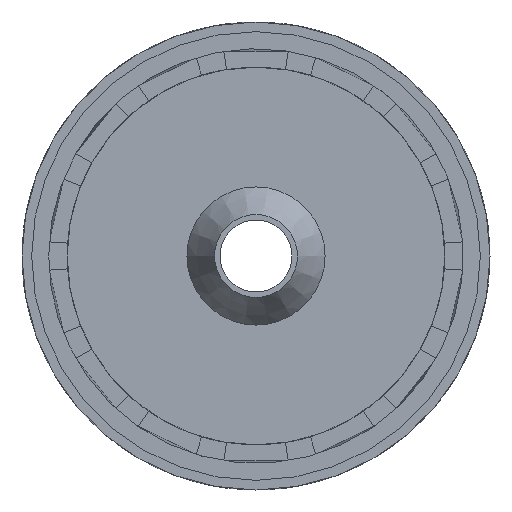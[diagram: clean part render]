
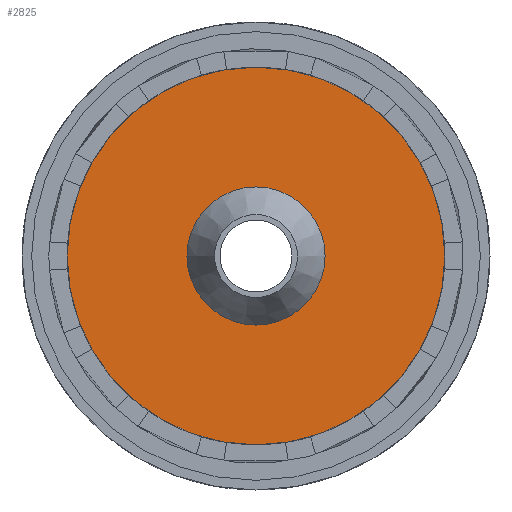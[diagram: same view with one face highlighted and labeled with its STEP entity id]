
A CAD part, front view. The second image highlights one B-rep face of the part: STEP entity #2825.
In plain terms, the highlighted planar face has unit normal (0, -1, 0).
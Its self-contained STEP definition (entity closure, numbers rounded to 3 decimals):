
#23=FACE_BOUND('',#816,.T.);
#533=PLANE('',#3110);
#655=FACE_OUTER_BOUND('',#815,.T.);
#815=EDGE_LOOP('',(#2360));
#816=EDGE_LOOP('',(#2361));
#972=CIRCLE('',#2997,20.5);
#1026=CIRCLE('',#3107,7.5);
#1247=VERTEX_POINT('',#4574);
#1351=VERTEX_POINT('',#4964);
#1556=EDGE_CURVE('',#1247,#1247,#972,.T.);
#1717=EDGE_CURVE('',#1351,#1351,#1026,.T.);
#2360=ORIENTED_EDGE('',*,*,#1556,.T.);
#2361=ORIENTED_EDGE('',*,*,#1717,.T.);
#2825=ADVANCED_FACE('',(#655,#23),#533,.T.);
#2997=AXIS2_PLACEMENT_3D('',#4576,#3451,#3452);
#3107=AXIS2_PLACEMENT_3D('',#4966,#3774,#3775);
#3110=AXIS2_PLACEMENT_3D('',#4971,#3781,#3782);
#3451=DIRECTION('center_axis',(0.,-1.,0.));
#3452=DIRECTION('ref_axis',(1.,0.,0.));
#3774=DIRECTION('center_axis',(0.,1.,0.));
#3775=DIRECTION('ref_axis',(1.,0.,0.));
#3781=DIRECTION('center_axis',(0.,-1.,0.));
#3782=DIRECTION('ref_axis',(1.,0.,0.));
#4574=CARTESIAN_POINT('',(-20.5,30.,0.));
#4576=CARTESIAN_POINT('Origin',(0.,30.,0.));
#4964=CARTESIAN_POINT('',(-7.5,30.,0.));
#4966=CARTESIAN_POINT('Origin',(0.,30.,0.));
#4971=CARTESIAN_POINT('Origin',(0.,30.,0.));
